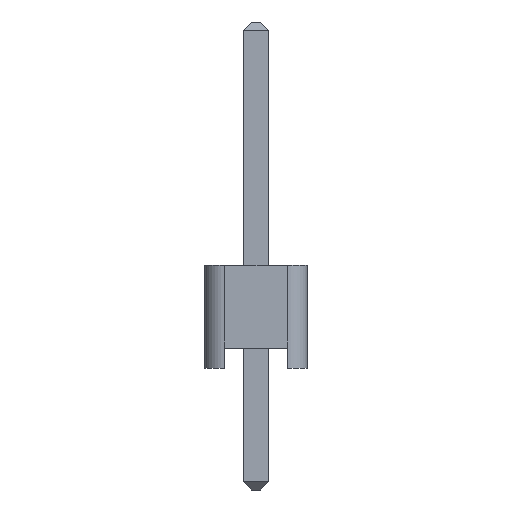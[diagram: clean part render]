
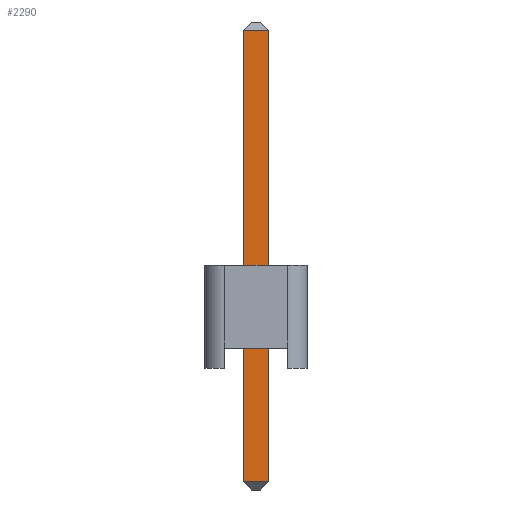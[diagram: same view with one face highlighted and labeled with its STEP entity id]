
A CAD part, left-side view. The second image highlights one B-rep face of the part: STEP entity #2290.
In plain terms, the highlighted planar face has unit normal (-1, 0, 0).
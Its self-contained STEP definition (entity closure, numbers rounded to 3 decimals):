
#2174 = EDGE_CURVE('',#2175,#2177,#2179,.T.);
#2175 = VERTEX_POINT('',#2176);
#2176 = CARTESIAN_POINT('',(-0.32,0.32,0.2));
#2177 = VERTEX_POINT('',#2178);
#2178 = CARTESIAN_POINT('',(-0.32,0.32,11.34));
#2179 = SURFACE_CURVE('',#2180,(#2184,#2196),.PCURVE_S1.);
#2180 = LINE('',#2181,#2182);
#2181 = CARTESIAN_POINT('',(-0.32,0.32,0.));
#2182 = VECTOR('',#2183,1.);
#2183 = DIRECTION('',(0.,0.,1.));
#2184 = PCURVE('',#2185,#2190);
#2185 = PLANE('',#2186);
#2186 = AXIS2_PLACEMENT_3D('',#2187,#2188,#2189);
#2187 = CARTESIAN_POINT('',(-0.32,0.32,0.));
#2188 = DIRECTION('',(0.,1.,0.));
#2189 = DIRECTION('',(1.,0.,0.));
#2190 = DEFINITIONAL_REPRESENTATION('',(#2191),#2195);
#2191 = LINE('',#2192,#2193);
#2192 = CARTESIAN_POINT('',(0.,0.));
#2193 = VECTOR('',#2194,1.);
#2194 = DIRECTION('',(0.,-1.));
#2195 = ( GEOMETRIC_REPRESENTATION_CONTEXT(2) 
PARAMETRIC_REPRESENTATION_CONTEXT() REPRESENTATION_CONTEXT('2D SPACE',''
  ) );
#2196 = PCURVE('',#2197,#2202);
#2197 = PLANE('',#2198);
#2198 = AXIS2_PLACEMENT_3D('',#2199,#2200,#2201);
#2199 = CARTESIAN_POINT('',(-0.32,-0.32,0.));
#2200 = DIRECTION('',(-1.,0.,0.));
#2201 = DIRECTION('',(0.,1.,0.));
#2202 = DEFINITIONAL_REPRESENTATION('',(#2203),#2207);
#2203 = LINE('',#2204,#2205);
#2204 = CARTESIAN_POINT('',(0.64,0.));
#2205 = VECTOR('',#2206,1.);
#2206 = DIRECTION('',(0.,-1.));
#2207 = ( GEOMETRIC_REPRESENTATION_CONTEXT(2) 
PARAMETRIC_REPRESENTATION_CONTEXT() REPRESENTATION_CONTEXT('2D SPACE',''
  ) );
#2290 = ADVANCED_FACE('',(#2291),#2197,.T.);
#2291 = FACE_BOUND('',#2292,.T.);
#2292 = EDGE_LOOP('',(#2293,#2323,#2349,#2350));
#2293 = ORIENTED_EDGE('',*,*,#2294,.T.);
#2294 = EDGE_CURVE('',#2295,#2297,#2299,.T.);
#2295 = VERTEX_POINT('',#2296);
#2296 = CARTESIAN_POINT('',(-0.32,-0.32,0.2));
#2297 = VERTEX_POINT('',#2298);
#2298 = CARTESIAN_POINT('',(-0.32,-0.32,11.34));
#2299 = SURFACE_CURVE('',#2300,(#2304,#2311),.PCURVE_S1.);
#2300 = LINE('',#2301,#2302);
#2301 = CARTESIAN_POINT('',(-0.32,-0.32,0.));
#2302 = VECTOR('',#2303,1.);
#2303 = DIRECTION('',(0.,0.,1.));
#2304 = PCURVE('',#2197,#2305);
#2305 = DEFINITIONAL_REPRESENTATION('',(#2306),#2310);
#2306 = LINE('',#2307,#2308);
#2307 = CARTESIAN_POINT('',(0.,0.));
#2308 = VECTOR('',#2309,1.);
#2309 = DIRECTION('',(0.,-1.));
#2310 = ( GEOMETRIC_REPRESENTATION_CONTEXT(2) 
PARAMETRIC_REPRESENTATION_CONTEXT() REPRESENTATION_CONTEXT('2D SPACE',''
  ) );
#2311 = PCURVE('',#2312,#2317);
#2312 = PLANE('',#2313);
#2313 = AXIS2_PLACEMENT_3D('',#2314,#2315,#2316);
#2314 = CARTESIAN_POINT('',(0.32,-0.32,0.));
#2315 = DIRECTION('',(0.,-1.,0.));
#2316 = DIRECTION('',(-1.,0.,0.));
#2317 = DEFINITIONAL_REPRESENTATION('',(#2318),#2322);
#2318 = LINE('',#2319,#2320);
#2319 = CARTESIAN_POINT('',(0.64,0.));
#2320 = VECTOR('',#2321,1.);
#2321 = DIRECTION('',(0.,-1.));
#2322 = ( GEOMETRIC_REPRESENTATION_CONTEXT(2) 
PARAMETRIC_REPRESENTATION_CONTEXT() REPRESENTATION_CONTEXT('2D SPACE',''
  ) );
#2323 = ORIENTED_EDGE('',*,*,#2324,.T.);
#2324 = EDGE_CURVE('',#2297,#2177,#2325,.T.);
#2325 = SURFACE_CURVE('',#2326,(#2330,#2337),.PCURVE_S1.);
#2326 = LINE('',#2327,#2328);
#2327 = CARTESIAN_POINT('',(-0.32,-0.32,11.34));
#2328 = VECTOR('',#2329,1.);
#2329 = DIRECTION('',(0.,1.,0.));
#2330 = PCURVE('',#2197,#2331);
#2331 = DEFINITIONAL_REPRESENTATION('',(#2332),#2336);
#2332 = LINE('',#2333,#2334);
#2333 = CARTESIAN_POINT('',(0.,-11.34));
#2334 = VECTOR('',#2335,1.);
#2335 = DIRECTION('',(1.,0.));
#2336 = ( GEOMETRIC_REPRESENTATION_CONTEXT(2) 
PARAMETRIC_REPRESENTATION_CONTEXT() REPRESENTATION_CONTEXT('2D SPACE',''
  ) );
#2337 = PCURVE('',#2338,#2343);
#2338 = PLANE('',#2339);
#2339 = AXIS2_PLACEMENT_3D('',#2340,#2341,#2342);
#2340 = CARTESIAN_POINT('',(-0.22,-0.32,11.44));
#2341 = DIRECTION('',(0.707,0.,-0.707
    ));
#2342 = DIRECTION('',(0.,1.,0.));
#2343 = DEFINITIONAL_REPRESENTATION('',(#2344),#2348);
#2344 = LINE('',#2345,#2346);
#2345 = CARTESIAN_POINT('',(0.,-0.141));
#2346 = VECTOR('',#2347,1.);
#2347 = DIRECTION('',(1.,0.));
#2348 = ( GEOMETRIC_REPRESENTATION_CONTEXT(2) 
PARAMETRIC_REPRESENTATION_CONTEXT() REPRESENTATION_CONTEXT('2D SPACE',''
  ) );
#2349 = ORIENTED_EDGE('',*,*,#2174,.F.);
#2350 = ORIENTED_EDGE('',*,*,#2351,.F.);
#2351 = EDGE_CURVE('',#2295,#2175,#2352,.T.);
#2352 = SURFACE_CURVE('',#2353,(#2357,#2364),.PCURVE_S1.);
#2353 = LINE('',#2354,#2355);
#2354 = CARTESIAN_POINT('',(-0.32,-0.32,0.2));
#2355 = VECTOR('',#2356,1.);
#2356 = DIRECTION('',(0.,1.,0.));
#2357 = PCURVE('',#2197,#2358);
#2358 = DEFINITIONAL_REPRESENTATION('',(#2359),#2363);
#2359 = LINE('',#2360,#2361);
#2360 = CARTESIAN_POINT('',(0.,-0.2));
#2361 = VECTOR('',#2362,1.);
#2362 = DIRECTION('',(1.,0.));
#2363 = ( GEOMETRIC_REPRESENTATION_CONTEXT(2) 
PARAMETRIC_REPRESENTATION_CONTEXT() REPRESENTATION_CONTEXT('2D SPACE',''
  ) );
#2364 = PCURVE('',#2365,#2370);
#2365 = PLANE('',#2366);
#2366 = AXIS2_PLACEMENT_3D('',#2367,#2368,#2369);
#2367 = CARTESIAN_POINT('',(-0.22,-0.32,0.1));
#2368 = DIRECTION('',(-0.707,0.,-0.707));
#2369 = DIRECTION('',(0.,1.,0.));
#2370 = DEFINITIONAL_REPRESENTATION('',(#2371),#2375);
#2371 = LINE('',#2372,#2373);
#2372 = CARTESIAN_POINT('',(0.,-0.141));
#2373 = VECTOR('',#2374,1.);
#2374 = DIRECTION('',(1.,0.));
#2375 = ( GEOMETRIC_REPRESENTATION_CONTEXT(2) 
PARAMETRIC_REPRESENTATION_CONTEXT() REPRESENTATION_CONTEXT('2D SPACE',''
  ) );
